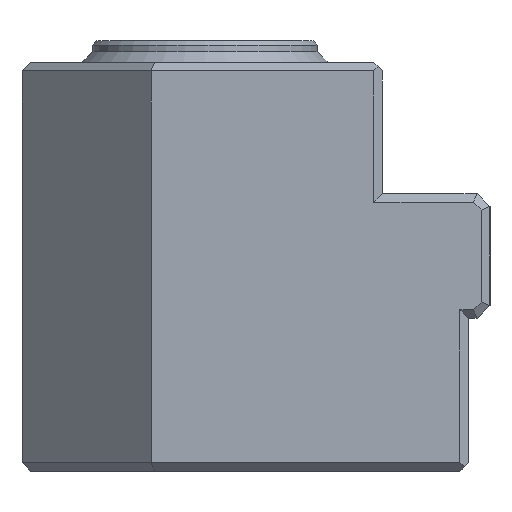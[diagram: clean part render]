
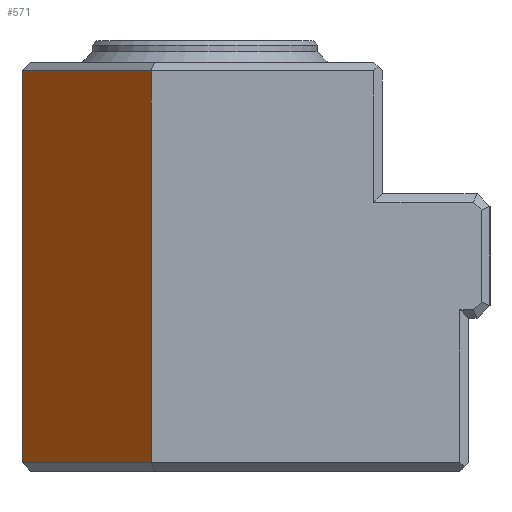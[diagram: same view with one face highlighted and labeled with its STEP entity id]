
A CAD part, left-side view. The second image highlights one B-rep face of the part: STEP entity #571.
In plain terms, the highlighted planar face has unit normal (-0.707, 0.707, 0).
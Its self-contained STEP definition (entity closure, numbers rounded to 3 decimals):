
#102 = VERTEX_POINT('',#103);
#103 = CARTESIAN_POINT('',(0.,2.5,-9.1));
#112 = PLANE('',#113);
#113 = AXIS2_PLACEMENT_3D('',#114,#115,#116);
#114 = CARTESIAN_POINT('',(0.,-8.25,-9.5));
#115 = DIRECTION('',(1.,0.,0.));
#116 = DIRECTION('',(0.,0.,1.));
#136 = EDGE_CURVE('',#102,#137,#139,.T.);
#137 = VERTEX_POINT('',#138);
#138 = CARTESIAN_POINT('',(0.,2.5,9.1));
#139 = SURFACE_CURVE('',#140,(#144,#151),.PCURVE_S1.);
#140 = LINE('',#141,#142);
#141 = CARTESIAN_POINT('',(0.,2.5,-9.5));
#142 = VECTOR('',#143,1.);
#143 = DIRECTION('',(0.,0.,1.));
#144 = PCURVE('',#112,#145);
#145 = DEFINITIONAL_REPRESENTATION('',(#146),#150);
#146 = LINE('',#147,#148);
#147 = CARTESIAN_POINT('',(0.,-10.75));
#148 = VECTOR('',#149,1.);
#149 = DIRECTION('',(1.,0.));
#150 = ( GEOMETRIC_REPRESENTATION_CONTEXT(2) 
PARAMETRIC_REPRESENTATION_CONTEXT() REPRESENTATION_CONTEXT('2D SPACE',''
  ) );
#151 = PCURVE('',#152,#157);
#152 = PLANE('',#153);
#153 = AXIS2_PLACEMENT_3D('',#154,#155,#156);
#154 = CARTESIAN_POINT('',(3.,5.5,-9.5));
#155 = DIRECTION('',(0.707,-0.707,0.));
#156 = DIRECTION('',(0.,0.,1.));
#157 = DEFINITIONAL_REPRESENTATION('',(#158),#162);
#158 = LINE('',#159,#160);
#159 = CARTESIAN_POINT('',(0.,4.243));
#160 = VECTOR('',#161,1.);
#161 = DIRECTION('',(1.,0.));
#162 = ( GEOMETRIC_REPRESENTATION_CONTEXT(2) 
PARAMETRIC_REPRESENTATION_CONTEXT() REPRESENTATION_CONTEXT('2D SPACE',''
  ) );
#483 = PLANE('',#484);
#484 = AXIS2_PLACEMENT_3D('',#485,#486,#487);
#485 = CARTESIAN_POINT('',(6.141,8.359,-9.3));
#486 = DIRECTION('',(-0.5,0.5,-0.707));
#487 = DIRECTION('',(0.707,0.707,0.)
  );
#571 = ADVANCED_FACE('',(#572),#152,.F.);
#572 = FACE_BOUND('',#573,.F.);
#573 = EDGE_LOOP('',(#574,#604,#630,#631));
#574 = ORIENTED_EDGE('',*,*,#575,.T.);
#575 = EDGE_CURVE('',#576,#578,#580,.T.);
#576 = VERTEX_POINT('',#577);
#577 = CARTESIAN_POINT('',(6.,8.5,-9.1));
#578 = VERTEX_POINT('',#579);
#579 = CARTESIAN_POINT('',(6.,8.5,9.1));
#580 = SURFACE_CURVE('',#581,(#585,#592),.PCURVE_S1.);
#581 = LINE('',#582,#583);
#582 = CARTESIAN_POINT('',(6.,8.5,-9.5));
#583 = VECTOR('',#584,1.);
#584 = DIRECTION('',(0.,0.,1.));
#585 = PCURVE('',#152,#586);
#586 = DEFINITIONAL_REPRESENTATION('',(#587),#591);
#587 = LINE('',#588,#589);
#588 = CARTESIAN_POINT('',(0.,-4.243));
#589 = VECTOR('',#590,1.);
#590 = DIRECTION('',(1.,0.));
#591 = ( GEOMETRIC_REPRESENTATION_CONTEXT(2) 
PARAMETRIC_REPRESENTATION_CONTEXT() REPRESENTATION_CONTEXT('2D SPACE',''
  ) );
#592 = PCURVE('',#593,#598);
#593 = PLANE('',#594);
#594 = AXIS2_PLACEMENT_3D('',#595,#596,#597);
#595 = CARTESIAN_POINT('',(60.,8.5,-9.5));
#596 = DIRECTION('',(0.,1.,0.));
#597 = DIRECTION('',(0.,0.,1.));
#598 = DEFINITIONAL_REPRESENTATION('',(#599),#603);
#599 = LINE('',#600,#601);
#600 = CARTESIAN_POINT('',(0.,-54.));
#601 = VECTOR('',#602,1.);
#602 = DIRECTION('',(1.,0.));
#603 = ( GEOMETRIC_REPRESENTATION_CONTEXT(2) 
PARAMETRIC_REPRESENTATION_CONTEXT() REPRESENTATION_CONTEXT('2D SPACE',''
  ) );
#604 = ORIENTED_EDGE('',*,*,#605,.T.);
#605 = EDGE_CURVE('',#578,#137,#606,.T.);
#606 = SURFACE_CURVE('',#607,(#611,#618),.PCURVE_S1.);
#607 = LINE('',#608,#609);
#608 = CARTESIAN_POINT('',(6.,8.5,9.1));
#609 = VECTOR('',#610,1.);
#610 = DIRECTION('',(-0.707,-0.707,0.));
#611 = PCURVE('',#152,#612);
#612 = DEFINITIONAL_REPRESENTATION('',(#613),#617);
#613 = LINE('',#614,#615);
#614 = CARTESIAN_POINT('',(18.6,-4.243));
#615 = VECTOR('',#616,1.);
#616 = DIRECTION('',(0.,1.));
#617 = ( GEOMETRIC_REPRESENTATION_CONTEXT(2) 
PARAMETRIC_REPRESENTATION_CONTEXT() REPRESENTATION_CONTEXT('2D SPACE',''
  ) );
#618 = PCURVE('',#619,#624);
#619 = PLANE('',#620);
#620 = AXIS2_PLACEMENT_3D('',#621,#622,#623);
#621 = CARTESIAN_POINT('',(6.141,8.359,9.3));
#622 = DIRECTION('',(0.5,-0.5,-0.707));
#623 = DIRECTION('',(0.707,0.707,0.));
#624 = DEFINITIONAL_REPRESENTATION('',(#625),#629);
#625 = LINE('',#626,#627);
#626 = CARTESIAN_POINT('',(0.,-0.283));
#627 = VECTOR('',#628,1.);
#628 = DIRECTION('',(-1.,0.));
#629 = ( GEOMETRIC_REPRESENTATION_CONTEXT(2) 
PARAMETRIC_REPRESENTATION_CONTEXT() REPRESENTATION_CONTEXT('2D SPACE',''
  ) );
#630 = ORIENTED_EDGE('',*,*,#136,.F.);
#631 = ORIENTED_EDGE('',*,*,#632,.F.);
#632 = EDGE_CURVE('',#576,#102,#633,.T.);
#633 = SURFACE_CURVE('',#634,(#638,#645),.PCURVE_S1.);
#634 = LINE('',#635,#636);
#635 = CARTESIAN_POINT('',(6.,8.5,-9.1));
#636 = VECTOR('',#637,1.);
#637 = DIRECTION('',(-0.707,-0.707,0.));
#638 = PCURVE('',#152,#639);
#639 = DEFINITIONAL_REPRESENTATION('',(#640),#644);
#640 = LINE('',#641,#642);
#641 = CARTESIAN_POINT('',(0.4,-4.243));
#642 = VECTOR('',#643,1.);
#643 = DIRECTION('',(0.,1.));
#644 = ( GEOMETRIC_REPRESENTATION_CONTEXT(2) 
PARAMETRIC_REPRESENTATION_CONTEXT() REPRESENTATION_CONTEXT('2D SPACE',''
  ) );
#645 = PCURVE('',#483,#646);
#646 = DEFINITIONAL_REPRESENTATION('',(#647),#651);
#647 = LINE('',#648,#649);
#648 = CARTESIAN_POINT('',(0.,-0.283));
#649 = VECTOR('',#650,1.);
#650 = DIRECTION('',(-1.,0.));
#651 = ( GEOMETRIC_REPRESENTATION_CONTEXT(2) 
PARAMETRIC_REPRESENTATION_CONTEXT() REPRESENTATION_CONTEXT('2D SPACE',''
  ) );
